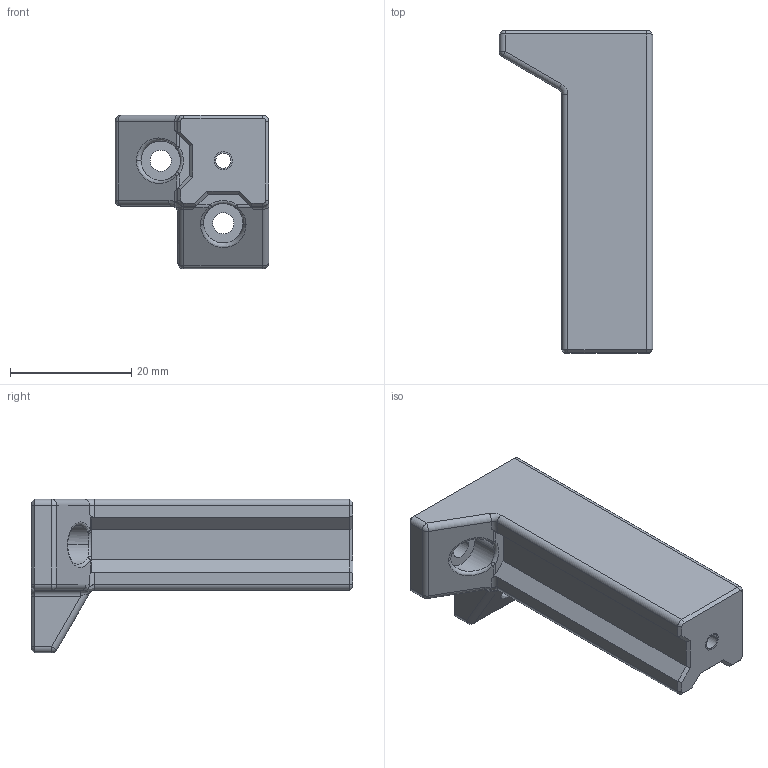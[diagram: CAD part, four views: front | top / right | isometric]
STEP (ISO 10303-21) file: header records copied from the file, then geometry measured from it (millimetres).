
FILE_DESCRIPTION((''),'2;1');
FILE_NAME('VORON_FOOT_FRONT_RIGHT','2021-01-21T20:25:27',('Markus'),(''),'CREO PARAMETRIC BY PTC INC, 2020053','CREO PARAMETRIC BY PTC INC, 2020053','');
FILE_SCHEMA(('CONFIG_CONTROL_DESIGN'));
Length unit declared in the file: millimetre
Products named in the file (1): VORON_FOOT_FRONT_RIGHT
Bounding box: 25.3 x 53 x 25.3 mm (x, y, z)
Volume: 12205.1 mm3; surface area: 5165.4 mm2
Topology: 1 solids, 3 shells, 111 faces, 263 edges, 156 vertices
Faces by surface type: plane 44, cylinder 37, bspline 12, cone 10, torus 4, sphere 4
Entity records: 4005 total; most frequent: CARTESIAN_POINT 1453, DIRECTION 520, ORIENTED_EDGE 518, EDGE_CURVE 263, AXIS2_PLACEMENT_3D 189, VERTEX_POINT 156, VECTOR 142, LINE 142
